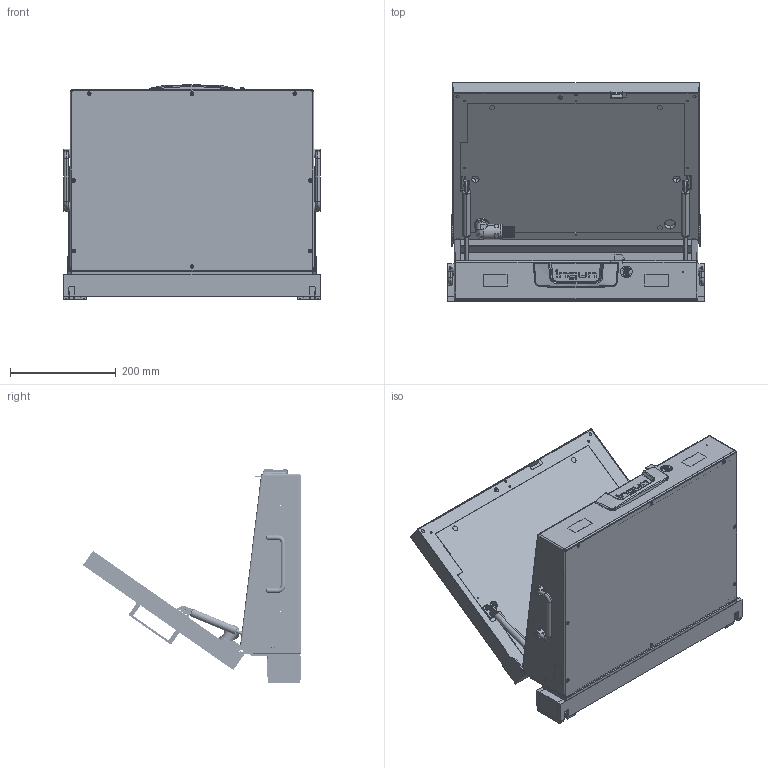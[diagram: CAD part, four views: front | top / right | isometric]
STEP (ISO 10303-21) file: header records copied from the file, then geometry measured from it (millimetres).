
FILE_DESCRIPTION (( 'STEP AP214' ), '1' );
FILE_NAME ('INGUN_114620_open.STEP', '2024-03-11T08:26:29', ( '' ), ( '' ), 'SwSTEP 2.0', 'SolidWorks 2021', '' );
FILE_SCHEMA (( 'AUTOMOTIVE_DESIGN' ));
Length unit declared in the file: millimetre
Products named in the file (61): DIN7991~n_M03,0x006; 112025~3_S; 113712~0; ISO7380~n_M03,0x005; 32171~0_S; 114196_003~0; 2497-2~0_6,3 mm Auge <Standard>; 112034~0_S; 111995~2_S; 114196~0; 2497-2~0; 112035~1; 113750~2_KUNDE<S>; DIN7991~n_M04,0x008 VA; 114364~0_S; ISO7380~n_M04,0x008; Gewindebuchse~n_M04-07,5 offen; 113711~0_S; DIN125~n_04,3 M04,0; 3366~0; 113751~0_S; INGUN_114620_open; 2497-1~0_6,3 mm Auge <Standard>; 112024~0_S; 113752~0_S; 2497-1~0; DIN985-A2~n_M04,0; 109145~1_S; 112087~2_S; 49317~0; 109683~0_S; 114393~1_S; 110324~0_Spring Pin 3 x 14 - St; 11657~0; ISO7380~n_M04,0x012; DIN988~n_06x12x0,1; 19420~3; 34848~0; 34848~0_ausgefahren 180<Standard>; 112026~0_Mitte<S> ...
Assembly tree (111 placements, depth 5):
  INGUN_114620_open
    113783~0_S
      113784~1_S
      32171~0_S
      112024~0_S
      112025~3_S
      DIN125~n_04,3 M04,0
      DIN985-A2~n_M04,0
      DIN912~n_M04,0x012
      112026~0_Mitte<S>
      112992~2_S  x2
      49317~0  x2
      ISO7380~n_M03,0x005
      114196~0  x2
        114196_001~0
        114196_002~0
        114196_003~0
        114196_004~0_S
      114364~0_S
    113750~2_KUNDE<S>
      115767~0_S
        113751~0_S
        Gewindebuchse~n_M04-07,5 offen  x4
      113752~0_S
      113753~1_S
      104093~2_KUNDE<S>
      1607~1  x2
      ISO7380~n_M04,0x012  x4
      112176~0_S  x2
        112087~2_S
          111995~2_S
          115289~0_S
        49317~0
      19420~3
      11657~0
      11655~0
    34848~0_ausgefahren 180<Standard>
      2497-1~0
      2497-2~0
    34848~0
      2497-1~0_6,3 mm Auge <Standard>
      2497-2~0_6,3 mm Auge <Standard>
    113711~0_S
      113712~0
      DIN7991~n_M03,0x006  x8
    113591~0_S
      113692~1
      DIN7991~n_M04,0x008 VA  x4
      114393~1_S
      ISO7380~n_M04,0x008  x4
    109145~1_S
      112132~0_S
      112034~0_S
      112036~0_S  x2
      112035~1  x2
      3366~0
      109683~0_S
      45545~0_S  x2
      DIN923~n_M04x03  x2
      DIN988~n_06x12x0,1  x4
Bounding box: 484 x 411.48 x 404.82 mm (x, y, z)
Volume: 4043181 mm3; surface area: 1880995.6 mm2
Topology: 113 solids, 113 shells, 4037 faces, 10040 edges, 6374 vertices
Faces by surface type: cylinder 1784, plane 1576, cone 450, bspline 109, torus 106, sphere 12
Entity records: 87208 total; most frequent: CARTESIAN_POINT 26265, DIRECTION 12344, ORIENTED_EDGE 11446, EDGE_CURVE 5723, AXIS2_PLACEMENT_3D 4680, VERTEX_POINT 3669, LINE 2984, VECTOR 2984
